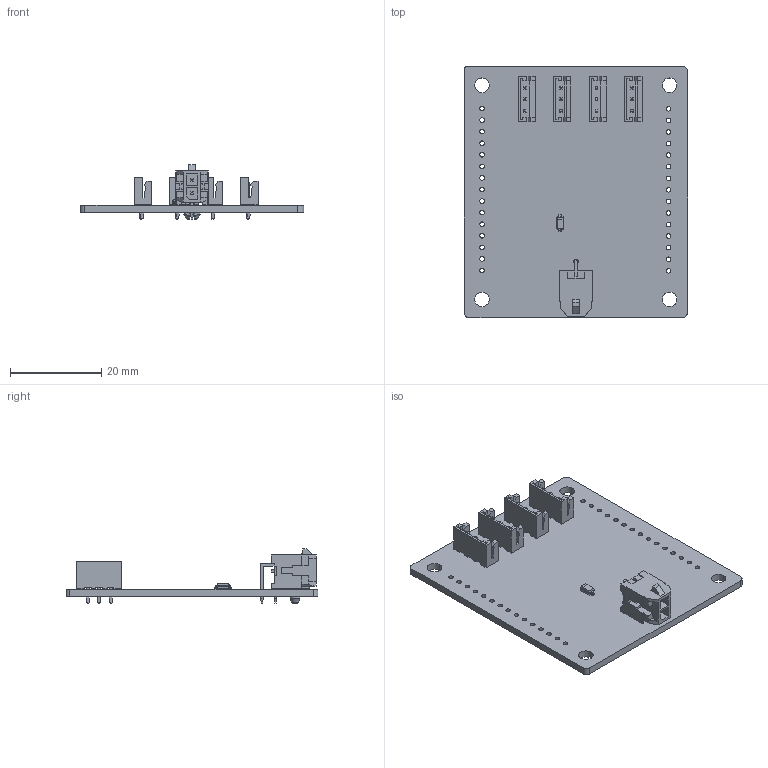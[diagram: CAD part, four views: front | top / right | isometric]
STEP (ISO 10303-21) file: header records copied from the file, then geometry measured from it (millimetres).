
FILE_DESCRIPTION(('KiCad electronic assembly'),'2;1');
FILE_NAME('PlacaDynamixel.step','2021-02-06T17:11:47',('An Author'),( 'A Company'),'Open CASCADE STEP processor 7.3', 'KiCad to STEP converter','Unknown');
FILE_SCHEMA(('AUTOMOTIVE_DESIGN { 1 0 10303 214 1 1 1 1 }'));
Length unit declared in the file: millimetre
Products named in the file (11): Open CASCADE STEP translator 7.3 1; D_SOD-123; SOLID; JST_EH_B03B-EH-A_1x03_P2.50mm_Vertical; 430450200; Pin_Header_Straight_1x15_Pitch2.54mm; TO-252-3_TabPin4; R_0805; COMPOUND
Assembly tree (15 placements, depth 3):
  Open CASCADE STEP translator 7.3 1
    D_SOD-123
      SOLID
    JST_EH_B03B-EH-A_1x03_P2.50mm_Vertical  x4
      SOLID
    430450200
      SOLID
    Pin_Header_Straight_1x15_Pitch2.54mm  x2
    TO-252-3_TabPin4
    R_0805  x2
    COMPOUND
Bounding box: 49 x 55.25 x 12.03 mm (x, y, z)
Volume: 4931.1 mm3; surface area: 7955.7 mm2
Topology: 7 solids, 7 shells, 734 faces, 1921 edges, 1233 vertices
Faces by surface type: plane 638, cylinder 66, bspline 26, torus 2, cone 2
Full cylindrical faces by diameter (mm): 1 x30, 1.1 x2, 1.2 x12, 3.1 x1, 3.2 x4
Entity records: 28932 total; most frequent: CARTESIAN_POINT 5026, DIRECTION 4149, LINE 2915, VECTOR 2915, ORIENTED_EDGE 2210, PCURVE 2210, DEFINITIONAL_REPRESENTATION 2210, EDGE_CURVE 1105
